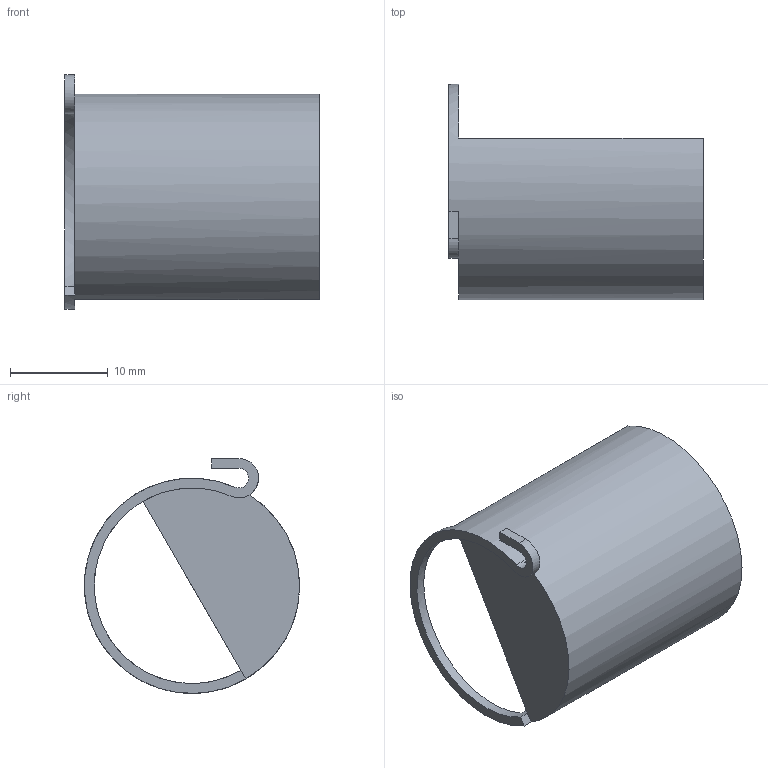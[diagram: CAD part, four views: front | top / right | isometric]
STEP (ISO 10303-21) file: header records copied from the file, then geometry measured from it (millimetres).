
FILE_DESCRIPTION( ( 'STEP AP214' ), '1' );
FILE_NAME( 'K0714.19.stp', '2020-12-09T12:40:46', ( '' ), ( '' ), ' ', 'PARTsolutions', ' ' );
FILE_SCHEMA( ( 'AUTOMOTIVE_DESIGN { 1 0 10303 214 1 1 1 1 }' ) );
Length unit declared in the file: millimetre
Products named in the file (1): _K0714.19
Bounding box: 26 x 21.99 x 24 mm (x, y, z)
Volume: 4827.6 mm3; surface area: 2028 mm2
Topology: 1 solids, 1 shells, 15 faces, 41 edges, 26 vertices
Faces by surface type: plane 11, cylinder 4
Full cylindrical faces by diameter (mm): 22 x1
Entity records: 603 total; most frequent: DIRECTION 85, CARTESIAN_POINT 80, ORIENTED_EDGE 78, EDGE_CURVE 39, AXIS2_PLACEMENT_3D 30, VERTEX_POINT 25, LINE 25, VECTOR 25
